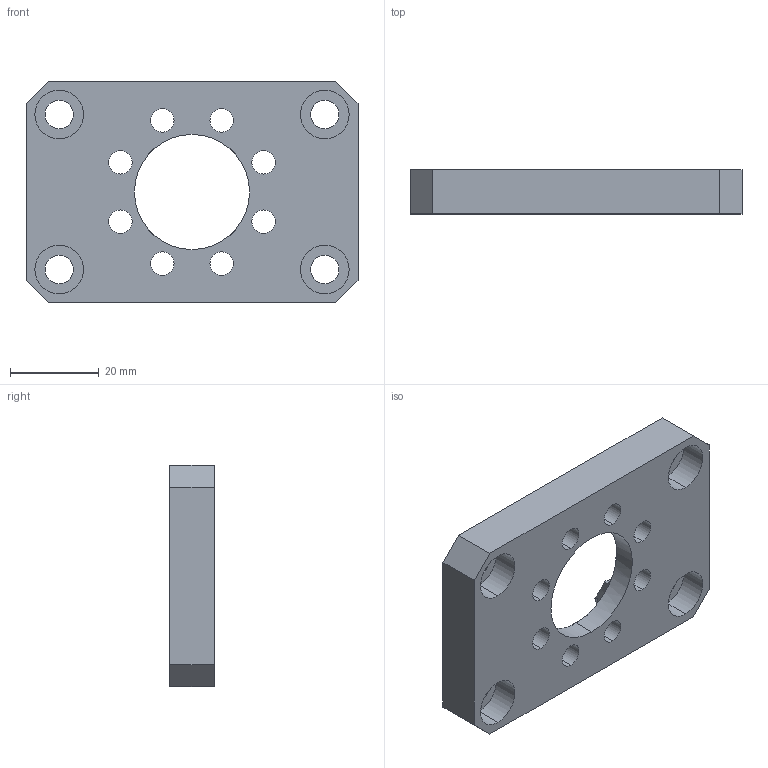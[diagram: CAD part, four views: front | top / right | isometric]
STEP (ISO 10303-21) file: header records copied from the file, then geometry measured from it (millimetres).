
FILE_DESCRIPTION (( 'STEP AP203' ), '1' );
FILE_NAME ('Double Heavy Bracket Bottom.step_Default_sldprt.STEP', '2022-11-09T04:41:29', ( '' ), ( '' ), 'SwSTEP 2.0', 'SolidWorks 2022', '' );
FILE_SCHEMA (( 'CONFIG_CONTROL_DESIGN' ));
Length unit declared in the file: millimetre
Products named in the file (1): Double Heavy Bracket Bottom.step_Default_sldprt
Bounding box: 75 x 10 x 50 mm (x, y, z)
Volume: 24696.2 mm3; surface area: 11231.6 mm2
Topology: 1 solids, 1 shells, 82 faces, 210 edges, 134 vertices
Faces by surface type: cylinder 50, plane 22, cone 10
Entity records: 3297 total; most frequent: CARTESIAN_POINT 1091, DIRECTION 486, ORIENTED_EDGE 420, EDGE_CURVE 210, AXIS2_PLACEMENT_3D 209, VERTEX_POINT 134, CIRCLE 126, EDGE_LOOP 112
